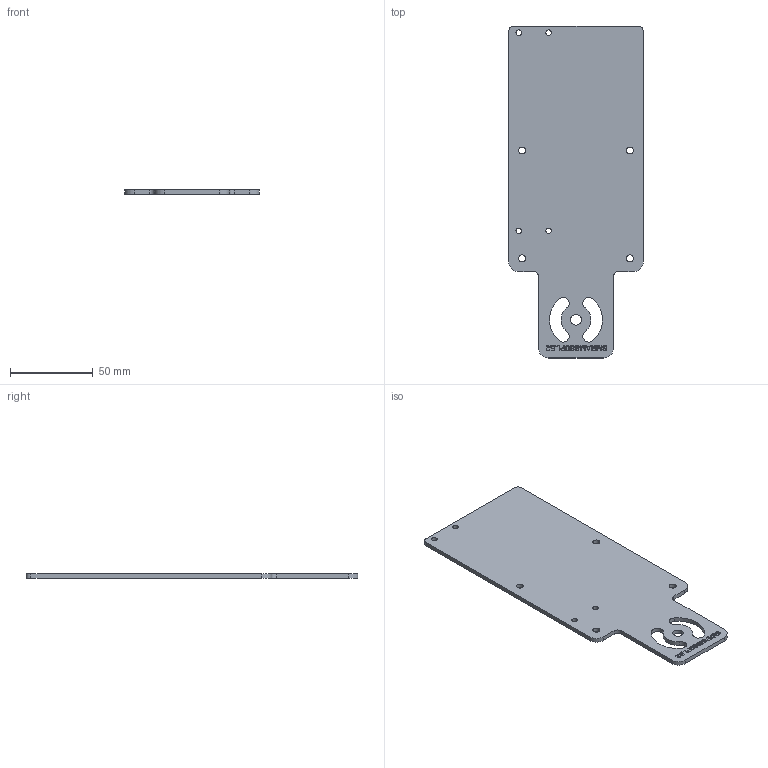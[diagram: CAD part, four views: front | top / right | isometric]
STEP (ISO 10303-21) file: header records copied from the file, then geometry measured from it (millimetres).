
FILE_DESCRIPTION((''),'2;1');
FILE_NAME('155376_SW','2011-05-05T',('banengservice'),('BANNER ENGINEERING'),'PRO/ENGINEER BY PARAMETRIC TECHNOLOGY CORPORATION, 2009141','PRO/ENGINEER BY PARAMETRIC TECHNOLOGY CORPORATION, 2009141','');
FILE_SCHEMA(('CONFIG_CONTROL_DESIGN'));
Length unit declared in the file: inch
Products named in the file (1): 155376_SW
Bounding box: 81 x 200 x 2.6 mm (x, y, z)
Volume: 35808.5 mm3; surface area: 29678.4 mm2
Topology: 1 solids, 1 shells, 455 faces, 1302 edges, 868 vertices
Faces by surface type: plane 421, cylinder 34
Entity records: 14688 total; most frequent: CARTESIAN_POINT 2625, ORIENTED_EDGE 2604, DIRECTION 2280, EDGE_CURVE 1302, VECTOR 1234, LINE 1234, VERTEX_POINT 868, AXIS2_PLACEMENT_3D 523
